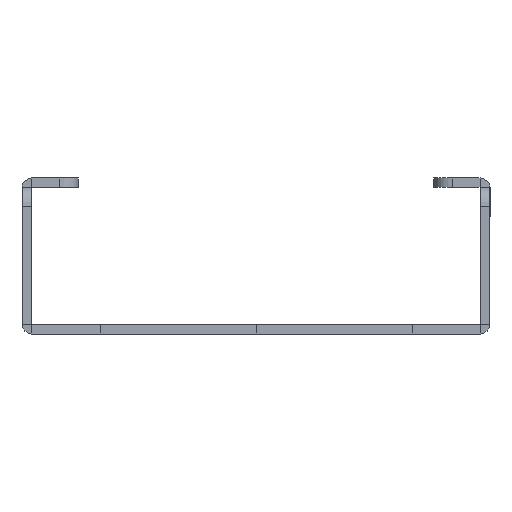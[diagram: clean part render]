
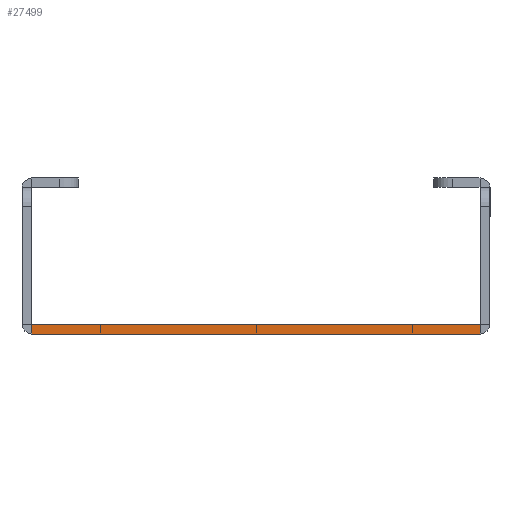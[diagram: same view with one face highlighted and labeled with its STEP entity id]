
A CAD part, left-side view. The second image highlights one B-rep face of the part: STEP entity #27499.
In plain terms, the highlighted planar face has unit normal (-1, 0, 0).
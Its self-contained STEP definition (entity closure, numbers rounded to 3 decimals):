
#553 = LINE ( 'NONE', #79225, #555 ) ;
#555 = VECTOR ( 'NONE', #79234, 1000. ) ;
#12637 = CARTESIAN_POINT ( 'NONE',  ( -948.5, -35.9, 0. ) ) ;
#12638 = CARTESIAN_POINT ( 'NONE',  ( -948.5, 35.9, 0. ) ) ;
#16205 = CARTESIAN_POINT ( 'NONE',  ( -948.5, 35.9, 1.5 ) ) ;
#16206 = DIRECTION ( 'NONE',  ( 0., 0., -1. ) ) ;
#16213 = CARTESIAN_POINT ( 'NONE',  ( -948.5, -35.9, 1.5 ) ) ;
#16214 = DIRECTION ( 'NONE',  ( 0., 0., -1. ) ) ;
#16677 = CARTESIAN_POINT ( 'NONE',  ( -948.5, 36., 0. ) ) ;
#16688 = DIRECTION ( 'NONE',  ( 0., -1., 0. ) ) ;
#16960 = LINE ( 'NONE', #16213, #16992 ) ;
#16992 = VECTOR ( 'NONE', #16214, 1000. ) ;
#16995 = LINE ( 'NONE', #16205, #16996 ) ;
#16996 = VECTOR ( 'NONE', #16206, 1000. ) ;
#17284 = LINE ( 'NONE', #16677, #17288 ) ;
#17288 = VECTOR ( 'NONE', #16688, 1000. ) ;
#21932 = VERTEX_POINT ( 'NONE', #66559 ) ;
#21933 = VERTEX_POINT ( 'NONE', #66560 ) ;
#27499 = ADVANCED_FACE ( 'NONE', ( #77590 ), #77121, .F. ) ;
#31673 = EDGE_CURVE ( 'NONE', #21932, #21933, #553, .T. ) ;
#31975 = ORIENTED_EDGE ( 'NONE', *, *, #75712, .F. ) ;
#31976 = ORIENTED_EDGE ( 'NONE', *, *, #31673, .F. ) ;
#31977 = ORIENTED_EDGE ( 'NONE', *, *, #75708, .T. ) ;
#31978 = ORIENTED_EDGE ( 'NONE', *, *, #76077, .T. ) ;
#34307 = EDGE_LOOP ( 'NONE', ( #31975, #31976, #31977, #31978 ) ) ;
#66559 = CARTESIAN_POINT ( 'NONE',  ( -948.5, 35.9, 1.5 ) ) ;
#66560 = CARTESIAN_POINT ( 'NONE',  ( -948.5, -35.9, 1.5 ) ) ;
#67501 = VERTEX_POINT ( 'NONE', #12637 ) ;
#67503 = VERTEX_POINT ( 'NONE', #12638 ) ;
#75417 = AXIS2_PLACEMENT_3D ( 'NONE', #77116, #77126, #77127 ) ;
#75708 = EDGE_CURVE ( 'NONE', #21932, #67503, #16995, .T. ) ;
#75712 = EDGE_CURVE ( 'NONE', #21933, #67501, #16960, .T. ) ;
#76077 = EDGE_CURVE ( 'NONE', #67503, #67501, #17284, .T. ) ;
#77116 = CARTESIAN_POINT ( 'NONE',  ( -948.5, 36., 1.5 ) ) ;
#77121 = PLANE ( 'NONE',  #75417 ) ;
#77126 = DIRECTION ( 'NONE',  ( 1., 0., 0. ) ) ;
#77127 = DIRECTION ( 'NONE',  ( 0., 0., -1. ) ) ;
#77590 = FACE_OUTER_BOUND ( 'NONE', #34307, .T. ) ;
#79225 = CARTESIAN_POINT ( 'NONE',  ( -948.5, 36., 1.5 ) ) ;
#79234 = DIRECTION ( 'NONE',  ( 0., -1., 0. ) ) ;
